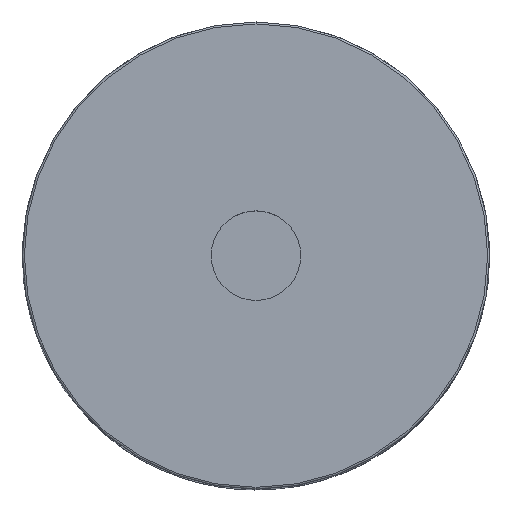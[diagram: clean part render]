
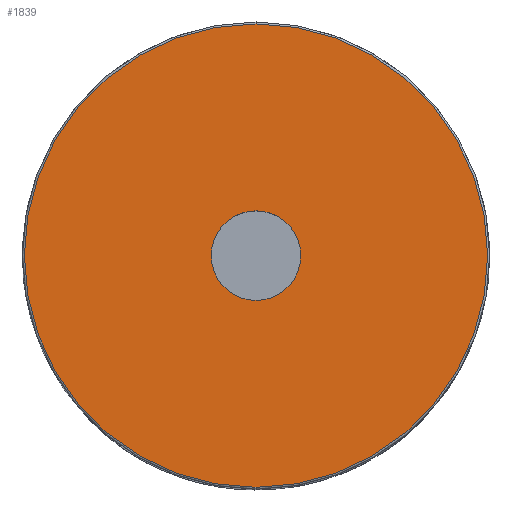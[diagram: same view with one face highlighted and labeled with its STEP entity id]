
A CAD part, top view. The second image highlights one B-rep face of the part: STEP entity #1839.
In plain terms, the highlighted planar face has unit normal (0, 0, 1).
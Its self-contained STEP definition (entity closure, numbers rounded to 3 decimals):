
#614 = VERTEX_POINT('',#615);
#615 = CARTESIAN_POINT('',(0.,-1.145,9.555));
#621 = EDGE_CURVE('',#622,#614,#624,.T.);
#622 = VERTEX_POINT('',#623);
#623 = CARTESIAN_POINT('',(0.,1.155,9.555));
#624 = CIRCLE('',#625,1.15);
#625 = AXIS2_PLACEMENT_3D('',#626,#627,#628);
#626 = CARTESIAN_POINT('',(0.,0.005,
    9.555));
#627 = DIRECTION('',(-0.,0.,1.));
#628 = DIRECTION('',(0.,-1.,0.));
#1611 = EDGE_CURVE('',#1612,#1614,#1616,.T.);
#1612 = VERTEX_POINT('',#1613);
#1613 = CARTESIAN_POINT('',(0.,5.955,9.555));
#1614 = VERTEX_POINT('',#1615);
#1615 = CARTESIAN_POINT('',(0.,-5.945,9.555)
  );
#1616 = CIRCLE('',#1617,5.95);
#1617 = AXIS2_PLACEMENT_3D('',#1618,#1619,#1620);
#1618 = CARTESIAN_POINT('',(0.,0.005,
    9.555));
#1619 = DIRECTION('',(0.,0.,-1.));
#1620 = DIRECTION('',(0.,1.,0.));
#1839 = ADVANCED_FACE('',(#1840,#1850),#1860,.T.);
#1840 = FACE_BOUND('',#1841,.T.);
#1841 = EDGE_LOOP('',(#1842,#1849));
#1842 = ORIENTED_EDGE('',*,*,#1843,.F.);
#1843 = EDGE_CURVE('',#614,#622,#1844,.T.);
#1844 = CIRCLE('',#1845,1.15);
#1845 = AXIS2_PLACEMENT_3D('',#1846,#1847,#1848);
#1846 = CARTESIAN_POINT('',(0.,0.005,
    9.555));
#1847 = DIRECTION('',(-0.,0.,1.));
#1848 = DIRECTION('',(0.,-1.,0.));
#1849 = ORIENTED_EDGE('',*,*,#621,.F.);
#1850 = FACE_BOUND('',#1851,.T.);
#1851 = EDGE_LOOP('',(#1852,#1853));
#1852 = ORIENTED_EDGE('',*,*,#1611,.F.);
#1853 = ORIENTED_EDGE('',*,*,#1854,.F.);
#1854 = EDGE_CURVE('',#1614,#1612,#1855,.T.);
#1855 = CIRCLE('',#1856,5.95);
#1856 = AXIS2_PLACEMENT_3D('',#1857,#1858,#1859);
#1857 = CARTESIAN_POINT('',(0.,0.005,
    9.555));
#1858 = DIRECTION('',(0.,0.,-1.));
#1859 = DIRECTION('',(0.,1.,0.));
#1860 = PLANE('',#1861);
#1861 = AXIS2_PLACEMENT_3D('',#1862,#1863,#1864);
#1862 = CARTESIAN_POINT('',(5.95,0.005,
    9.555));
#1863 = DIRECTION('',(0.,0.,1.));
#1864 = DIRECTION('',(0.,-1.,0.));
